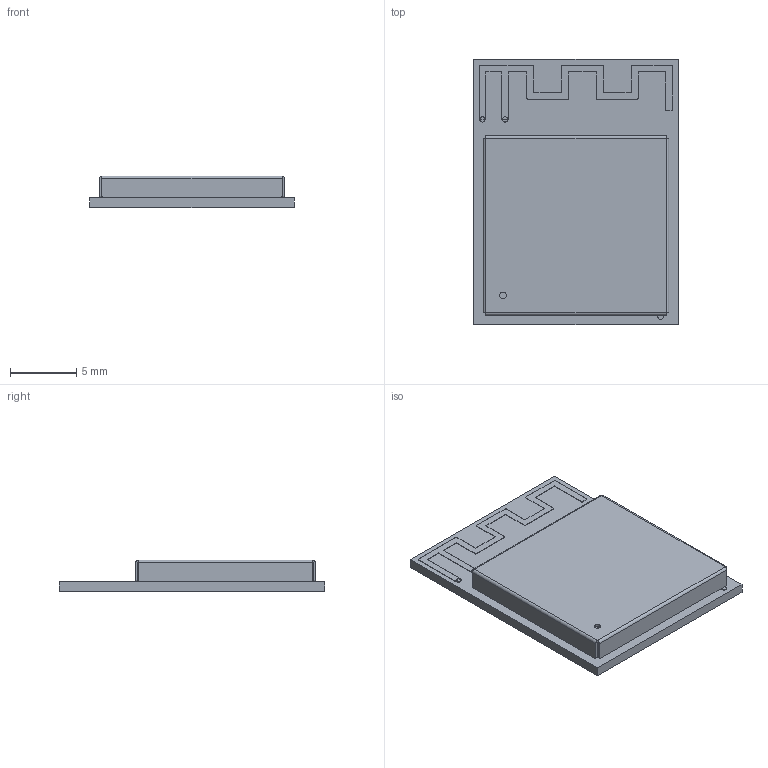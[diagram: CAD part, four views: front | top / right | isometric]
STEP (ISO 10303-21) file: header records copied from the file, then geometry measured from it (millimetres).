
FILE_DESCRIPTION (( 'STEP AP214' ), '1' );
FILE_NAME ('ESP32-S2-MINI-1.STEP', '2021-08-17T06:38:26', ( 'madcow' ), ( 'Microsoft' ), 'SwSTEP 2.0', '', '' );
FILE_SCHEMA (( 'AUTOMOTIVE_DESIGN' ));
Length unit declared in the file: millimetre
Products named in the file (246): uid__4-55^DesignRootModel_PCB_ESP32-S2-MINI-1_V1(2)_PCB_ESP32-S2-MINI-1_V1; uid__1-298^DesignRootModel_PCB_ESP32-S2-MINI-1_V1(2)_PCB_ESP32-S2-MINI-1_V1; uid__1-479^DesignRootModel_PCB_ESP32-S2-MINI-1_V1(2)_PCB_ESP32-S2-MINI-1_V1; uid__4-1^DesignRootModel_PCB_ESP32-S2-MINI-1_V1(2)_PCB_ESP32-S2-MINI-1_V1; uid__4-102^DesignRootModel_PCB_ESP32-S2-MINI-1_V1(2)_PCB_ESP32-S2-MINI-1_V1; uid__1-323^DesignRootModel_PCB_ESP32-S2-MINI-1_V1(2)_PCB_ESP32-S2-MINI-1_V1; uid__4-178^DesignRootModel_PCB_ESP32-S2-MINI-1_V1(2)_PCB_ESP32-S2-MINI-1_V1; uid__1-361^DesignRootModel_PCB_ESP32-S2-MINI-1_V1(2)_PCB_ESP32-S2-MINI-1_V1; C0201_20210301.STEP^Submodel-C0201_part_DesignRootModel_PCB_ESP32-S2-MINI-1_V1(2)_PCB_ESP32-S2-MINI-1_V1; uid__4-210^DesignRootModel_PCB_ESP32-S2-MINI-1_V1(2)_PCB_ESP32-S2-MINI-1_V1; uid__1-380^DesignRootModel_PCB_ESP32-S2-MINI-1_V1(2)_PCB_ESP32-S2-MINI-1_V1; Submodel-C0201_part^DesignRootModel_PCB_ESP32-S2-MINI-1_V1(2)_PCB_ESP32-S2-MINI-1_V1; uid__1-248^DesignRootModel_PCB_ESP32-S2-MINI-1_V1(2)_PCB_ESP32-S2-MINI-1_V1; uid__1-407^DesignRootModel_PCB_ESP32-S2-MINI-1_V1(2)_PCB_ESP32-S2-MINI-1_V1; uid__1-282^DesignRootModel_PCB_ESP32-S2-MINI-1_V1(2)_PCB_ESP32-S2-MINI-1_V1; uid__1-431^DesignRootModel_PCB_ESP32-S2-MINI-1_V1(2)_PCB_ESP32-S2-MINI-1_V1; uid__4-71^DesignRootModel_PCB_ESP32-S2-MINI-1_V1(2)_PCB_ESP32-S2-MINI-1_V1; uid__1-303^DesignRootModel_PCB_ESP32-S2-MINI-1_V1(2)_PCB_ESP32-S2-MINI-1_V1; PCB_ESP32-S2-MINI-1_V1(2)^PCB_ESP32-S2-MINI-1_V1; uid__4-4^DesignRootModel_PCB_ESP32-S2-MINI-1_V1(2)_PCB_ESP32-S2-MINI-1_V1; uid__4-116^DesignRootModel_PCB_ESP32-S2-MINI-1_V1(2)_PCB_ESP32-S2-MINI-1_V1; uid__1-328^DesignRootModel_PCB_ESP32-S2-MINI-1_V1(2)_PCB_ESP32-S2-MINI-1_V1; uid__4-199^DesignRootModel_PCB_ESP32-S2-MINI-1_V1(2)_PCB_ESP32-S2-MINI-1_V1; uid__1-367^DesignRootModel_PCB_ESP32-S2-MINI-1_V1(2)_PCB_ESP32-S2-MINI-1_V1; Submodel-MINI-ANT-TYPEC_3965454749_part^DesignRootModel_PCB_ESP32-S2-MINI-1_V1(2)_PCB_ESP32-S2-MINI-1_V1; uid__4-213^DesignRootModel_PCB_ESP32-S2-MINI-1_V1(2)_PCB_ESP32-S2-MINI-1_V1; uid__1-387^DesignRootModel_PCB_ESP32-S2-MINI-1_V1(2)_PCB_ESP32-S2-MINI-1_V1; R0201_20210301.STEP^Submodel-R0201_part_DesignRootModel_PCB_ESP32-S2-MINI-1_V1(2)_PCB_ESP32-S2-MINI-1_V1; uid__1-259^DesignRootModel_PCB_ESP32-S2-MINI-1_V1(2)_PCB_ESP32-S2-MINI-1_V1; uid__1-415^DesignRootModel_PCB_ESP32-S2-MINI-1_V1(2)_PCB_ESP32-S2-MINI-1_V1; uid__1-286^DesignRootModel_PCB_ESP32-S2-MINI-1_V1(2)_PCB_ESP32-S2-MINI-1_V1; uid__1-438^DesignRootModel_PCB_ESP32-S2-MINI-1_V1(2)_PCB_ESP32-S2-MINI-1_V1; uid__4-76^DesignRootModel_PCB_ESP32-S2-MINI-1_V1(2)_PCB_ESP32-S2-MINI-1_V1; uid__1-307^DesignRootModel_PCB_ESP32-S2-MINI-1_V1(2)_PCB_ESP32-S2-MINI-1_V1; uid__4-7^DesignRootModel_PCB_ESP32-S2-MINI-1_V1(2)_PCB_ESP32-S2-MINI-1_V1; uid__4-127^DesignRootModel_PCB_ESP32-S2-MINI-1_V1(2)_PCB_ESP32-S2-MINI-1_V1; uid__1-336^DesignRootModel_PCB_ESP32-S2-MINI-1_V1(2)_PCB_ESP32-S2-MINI-1_V1; uid__4-202^DesignRootModel_PCB_ESP32-S2-MINI-1_V1(2)_PCB_ESP32-S2-MINI-1_V1; uid__1-371^DesignRootModel_PCB_ESP32-S2-MINI-1_V1(2)_PCB_ESP32-S2-MINI-1_V1; Submodel-R0201_part^DesignRootModel_PCB_ESP32-S2-MINI-1_V1(2)_PCB_ESP32-S2-MINI-1_V1 ...
Assembly tree (262 placements, depth 6):
  ESP32-S2-MINI-1
    PCB_ESP32-S2-MINI-1_V1(2)^PCB_ESP32-S2-MINI-1_V1
      DesignRootModel^PCB_ESP32-S2-MINI-1_V1(2)_PCB_ESP32-S2-MINI-1_V1
        Submodel-SOD882_part^DesignRootModel_PCB_ESP32-S2-MINI-1_V1(2)_PCB_ESP32-S2-MINI-1_V1
          DFN1006.STEP^Submodel-SOD882_part_DesignRootModel_PCB_ESP32-S2-MINI-1_V1(2)_PCB_ESP32-S2-MINI-1_V1
            DFN1006.STEP^DFN1006.STEP_Submodel-SOD882_part_DesignRootModel_PCB_ESP32-S2-MINI-1_V1(2)_PCB_ESP32-S2-MINI-1_V1
        Submodel-C0201_part^DesignRootModel_PCB_ESP32-S2-MINI-1_V1(2)_PCB_ESP32-S2-MINI-1_V1
          C0201_20210301.STEP^Submodel-C0201_part_DesignRootModel_PCB_ESP32-S2-MINI-1_V1(2)_PCB_ESP32-S2-MINI-1_V1
            C0201_20210301.STEP^C0201_20210301.STEP_Submodel-C0201_part_DesignRootModel_PCB_ESP32-S2-MINI-1_V1(2)_PCB_ESP32-S2-MINI-1_V1
        Submodel-C0201_part^DesignRootModel_PCB_ESP32-S2-MINI-1_V1(2)_PCB_ESP32-S2-MINI-1_V1
          C0201_20210301.STEP^Submodel-C0201_part_DesignRootModel_PCB_ESP32-S2-MINI-1_V1(2)_PCB_ESP32-S2-MINI-1_V1
            C0201_20210301.STEP^C0201_20210301.STEP_Submodel-C0201_part_DesignRootModel_PCB_ESP32-S2-MINI-1_V1(2)_PCB_ESP32-S2-MINI-1_V1
        Submodel-MINI-ANT-TYPEC_3965454749_part^DesignRootModel_PCB_ESP32-S2-MINI-1_V1(2)_PCB_ESP32-S2-MINI-1_V1
          trace_1^Submodel-MINI-ANT-TYPEC_3965454749_part_DesignRootModel_PCB_ESP32-S2-MINI-1_V1(2)_PCB_ESP32-S2-MINI-1_V1
        Submodel-R0201_part^DesignRootModel_PCB_ESP32-S2-MINI-1_V1(2)_PCB_ESP32-S2-MINI-1_V1
          R0201_20210301.STEP^Submodel-R0201_part_DesignRootModel_PCB_ESP32-S2-MINI-1_V1(2)_PCB_ESP32-S2-MINI-1_V1
            R0201_20210301.STEP^R0201_20210301.STEP_Submodel-R0201_part_DesignRootModel_PCB_ESP32-S2-MINI-1_V1(2)_PCB_ESP32-S2-MINI-1_V1
        Submodel-XTAL3225_part^DesignRootModel_PCB_ESP32-S2-MINI-1_V1(2)_PCB_ESP32-S2-MINI-1_V1
          XTAL3225_20210301.STEP^Submodel-XTAL3225_part_DesignRootModel_PCB_ESP32-S2-MINI-1_V1(2)_PCB_ESP32-S2-MINI-1_V1
            XTAL3225_20210301.STEP^XTAL3225_20210301.STEP_Submodel-XTAL3225_part_DesignRootModel_PCB_ESP32-S2-MINI-1_V1(2)_PCB_ESP32-S2-MINI-1_V1
        Submodel-QFN56_0P4_7_part^DesignRootModel_PCB_ESP32-S2-MINI-1_V1(2)_PCB_ESP32-S2-MINI-1_V1
          ESP32-S2_20210301.STEP^Submodel-QFN56_0P4_7_part_DesignRootModel_PCB_ESP32-S2-MINI-1_V1(2)_PCB_ESP32-S2-MINI-1_V1
            ESP32-S2_20210301.STEP^ESP32-S2_20210301.STEP_Submodel-QFN56_0P4_7_part_DesignRootModel_PCB_ESP32-S2-MINI-1_V1(2)_PCB_ESP32-S2-MINI-1_V1
        Submodel-C0201_part^DesignRootModel_PCB_ESP32-S2-MINI-1_V1(2)_PCB_ESP32-S2-MINI-1_V1
          C0201_20210301.STEP^Submodel-C0201_part_DesignRootModel_PCB_ESP32-S2-MINI-1_V1(2)_PCB_ESP32-S2-MINI-1_V1
            C0201_20210301.STEP^C0201_20210301.STEP_Submodel-C0201_part_DesignRootModel_PCB_ESP32-S2-MINI-1_V1(2)_PCB_ESP32-S2-MINI-1_V1
        Submodel-R0201_part^DesignRootModel_PCB_ESP32-S2-MINI-1_V1(2)_PCB_ESP32-S2-MINI-1_V1
          R0201_20210301.STEP^Submodel-R0201_part_DesignRootModel_PCB_ESP32-S2-MINI-1_V1(2)_PCB_ESP32-S2-MINI-1_V1
            R0201_20210301.STEP^R0201_20210301.STEP_Submodel-R0201_part_DesignRootModel_PCB_ESP32-S2-MINI-1_V1(2)_PCB_ESP32-S2-MINI-1_V1
        Submodel-R0201_part^DesignRootModel_PCB_ESP32-S2-MINI-1_V1(2)_PCB_ESP32-S2-MINI-1_V1
          R0201_20210301.STEP^Submodel-R0201_part_DesignRootModel_PCB_ESP32-S2-MINI-1_V1(2)_PCB_ESP32-S2-MINI-1_V1
            R0201_20210301.STEP^R0201_20210301.STEP_Submodel-R0201_part_DesignRootModel_PCB_ESP32-S2-MINI-1_V1(2)_PCB_ESP32-S2-MINI-1_V1
        Submodel-L0201_part^DesignRootModel_PCB_ESP32-S2-MINI-1_V1(2)_PCB_ESP32-S2-MINI-1_V1
          L0201_20210301.STEP^Submodel-L0201_part_DesignRootModel_PCB_ESP32-S2-MINI-1_V1(2)_PCB_ESP32-S2-MINI-1_V1
            L0201_20210301.STEP^L0201_20210301.STEP_Submodel-L0201_part_DesignRootModel_PCB_ESP32-S2-MINI-1_V1(2)_PCB_ESP32-S2-MINI-1_V1
        Submodel-C0402_part^DesignRootModel_PCB_ESP32-S2-MINI-1_V1(2)_PCB_ESP32-S2-MINI-1_V1
          C0402_20210301.STEP^Submodel-C0402_part_DesignRootModel_PCB_ESP32-S2-MINI-1_V1(2)_PCB_ESP32-S2-MINI-1_V1
            C0402_20210301.STEP^C0402_20210301.STEP_Submodel-C0402_part_DesignRootModel_PCB_ESP32-S2-MINI-1_V1(2)_PCB_ESP32-S2-MINI-1_V1
        Submodel-C0201_part^DesignRootModel_PCB_ESP32-S2-MINI-1_V1(2)_PCB_ESP32-S2-MINI-1_V1
          C0201_20210301.STEP^Submodel-C0201_part_DesignRootModel_PCB_ESP32-S2-MINI-1_V1(2)_PCB_ESP32-S2-MINI-1_V1
            C0201_20210301.STEP^C0201_20210301.STEP_Submodel-C0201_part_DesignRootModel_PCB_ESP32-S2-MINI-1_V1(2)_PCB_ESP32-S2-MINI-1_V1
        Submodel-C0201_part^DesignRootModel_PCB_ESP32-S2-MINI-1_V1(2)_PCB_ESP32-S2-MINI-1_V1
          C0201_20210301.STEP^Submodel-C0201_part_DesignRootModel_PCB_ESP32-S2-MINI-1_V1(2)_PCB_ESP32-S2-MINI-1_V1
            C0201_20210301.STEP^C0201_20210301.STEP_Submodel-C0201_part_DesignRootModel_PCB_ESP32-S2-MINI-1_V1(2)_PCB_ESP32-S2-MINI-1_V1
        Submodel-C0201_part^DesignRootModel_PCB_ESP32-S2-MINI-1_V1(2)_PCB_ESP32-S2-MINI-1_V1
          C0201_20210301.STEP^Submodel-C0201_part_DesignRootModel_PCB_ESP32-S2-MINI-1_V1(2)_PCB_ESP32-S2-MINI-1_V1
            C0201_20210301.STEP^C0201_20210301.STEP_Submodel-C0201_part_DesignRootModel_PCB_ESP32-S2-MINI-1_V1(2)_PCB_ESP32-S2-MINI-1_V1
        Submodel-C0201_part^DesignRootModel_PCB_ESP32-S2-MINI-1_V1(2)_PCB_ESP32-S2-MINI-1_V1
          C0201_20210301.STEP^Submodel-C0201_part_DesignRootModel_PCB_ESP32-S2-MINI-1_V1(2)_PCB_ESP32-S2-MINI-1_V1
            C0201_20210301.STEP^C0201_20210301.STEP_Submodel-C0201_part_DesignRootModel_PCB_ESP32-S2-MINI-1_V1(2)_PCB_ESP32-S2-MINI-1_V1
        Submodel-C0201_part^DesignRootModel_PCB_ESP32-S2-MINI-1_V1(2)_PCB_ESP32-S2-MINI-1_V1
          C0201_20210301.STEP^Submodel-C0201_part_DesignRootModel_PCB_ESP32-S2-MINI-1_V1(2)_PCB_ESP32-S2-MINI-1_V1
            C0201_20210301.STEP^C0201_20210301.STEP_Submodel-C0201_part_DesignRootModel_PCB_ESP32-S2-MINI-1_V1(2)_PCB_ESP32-S2-MINI-1_V1
        Submodel-C0201_part^DesignRootModel_PCB_ESP32-S2-MINI-1_V1(2)_PCB_ESP32-S2-MINI-1_V1
          C0201_20210301.STEP^Submodel-C0201_part_DesignRootModel_PCB_ESP32-S2-MINI-1_V1(2)_PCB_ESP32-S2-MINI-1_V1
            C0201_20210301.STEP^C0201_20210301.STEP_Submodel-C0201_part_DesignRootModel_PCB_ESP32-S2-MINI-1_V1(2)_PCB_ESP32-S2-MINI-1_V1
        Submodel-C0201_part^DesignRootModel_PCB_ESP32-S2-MINI-1_V1(2)_PCB_ESP32-S2-MINI-1_V1
          C0201_20210301.STEP^Submodel-C0201_part_DesignRootModel_PCB_ESP32-S2-MINI-1_V1(2)_PCB_ESP32-S2-MINI-1_V1
            C0201_20210301.STEP^C0201_20210301.STEP_Submodel-C0201_part_DesignRootModel_PCB_ESP32-S2-MINI-1_V1(2)_PCB_ESP32-S2-MINI-1_V1
        Submodel-C0201_part^DesignRootModel_PCB_ESP32-S2-MINI-1_V1(2)_PCB_ESP32-S2-MINI-1_V1
Bounding box: 15.4 x 20 x 2.4 mm (x, y, z)
Volume: 313.8 mm3; surface area: 1620.1 mm2
Topology: 227 solids, 228 shells, 2873 faces, 6757 edges, 4256 vertices
Faces by surface type: plane 2095, cylinder 578, sphere 144, bspline 52, torus 4
Entity records: 74345 total; most frequent: CARTESIAN_POINT 14615, DIRECTION 10273, ORIENTED_EDGE 10010, EDGE_CURVE 5005, VECTOR 4341, LINE 4341, VERTEX_POINT 3304, AXIS2_PLACEMENT_3D 2966
